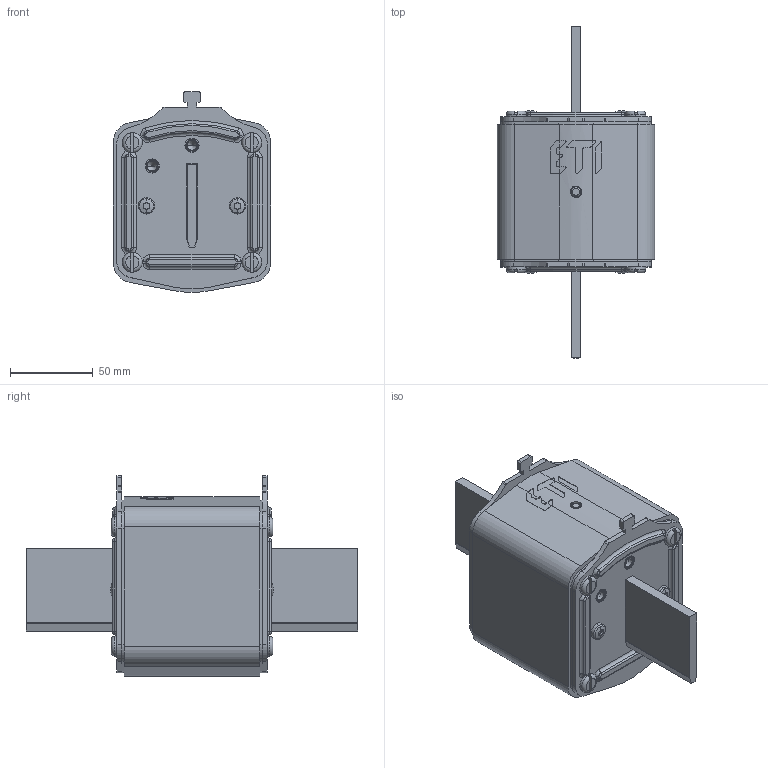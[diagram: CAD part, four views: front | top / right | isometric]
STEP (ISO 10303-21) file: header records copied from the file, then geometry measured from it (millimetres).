
FILE_DESCRIPTION((''),'2;1');
FILE_NAME('0000053036_ASM','2021-08-10T',('said.beganovic'),('Audax d.o.o.'),'CREO PARAMETRIC BY PTC INC, 2017020','CREO PARAMETRIC BY PTC INC, 2017020','');
FILE_SCHEMA(('AUTOMOTIVE_DESIGN { 1 0 10303 214 1 1 1 1 }'));
Length unit declared in the file: millimetre
Products named in the file (14): 0000028911; 0000029476; 0000032691; 0000032678; 0000032695_ASM; 0000032863; 0000032865; 0000053037; 0000053039; 0000033044; 0000033029; 0000033076; 0000033077_ASM; 0000053036_ASM
Assembly tree (26 placements, depth 3):
  0000053036_ASM
    0000028911
    0000029476  x2
    0000032695_ASM  x2
      0000032691
      0000032678
    0000032863
    0000032865
    0000053037  x4
    0000053039  x8
    0000033044  x2
    0000033077_ASM
      0000033029
      0000033076
Bounding box: 95 x 200.1 x 120.95 mm (x, y, z)
Volume: 921175.4 mm3; surface area: 169069.2 mm2
Topology: 25 solids, 37 shells, 1139 faces, 2803 edges, 1734 vertices
Faces by surface type: plane 466, cylinder 409, torus 152, cone 38, extrusion 30, sphere 28, bspline 16
Entity records: 36961 total; most frequent: CARTESIAN_POINT 5892, DIRECTION 3801, ORIENTED_EDGE 3502, PRESENTATION_STYLE_ASSIGNMENT 2512, STYLED_ITEM 2455, CURVE_STYLE 1799, EDGE_CURVE 1769, AXIS2_PLACEMENT_3D 1434
